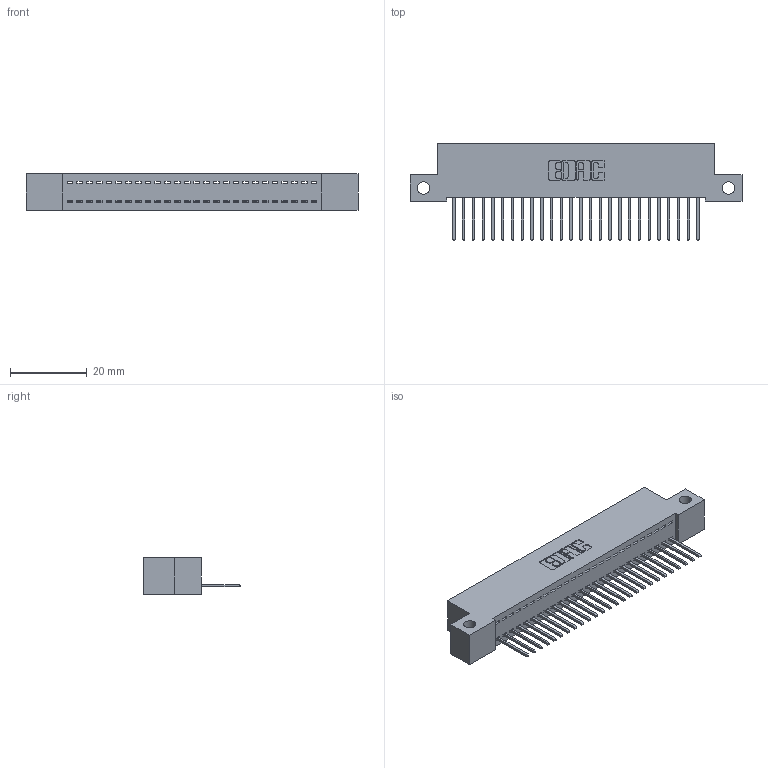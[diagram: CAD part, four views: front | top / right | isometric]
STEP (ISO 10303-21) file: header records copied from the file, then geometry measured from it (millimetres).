
FILE_DESCRIPTION (( 'STEP AP203' ), '1' );
FILE_NAME ('392-026-523-112.STEP', '2018-08-15T15:16:01', ( '' ), ( '' ), 'SwSTEP 2.0', 'SolidWorks 2016', '' );
FILE_SCHEMA (( 'CONFIG_CONTROL_DESIGN' ));
Length unit declared in the file: inch
Products named in the file (3): 342 Part_Side Mount; 345-292-001_345-293-123; 392-026-523-112
Assembly tree (27 placements, depth 2):
  392-026-523-112
    342 Part_Side Mount
    345-292-001_345-293-123  x26
Bounding box: 86.36 x 25.15 x 9.4 mm (x, y, z)
Volume: 7429.1 mm3; surface area: 10472.3 mm2
Topology: 27 solids, 27 shells, 1618 faces, 4875 edges, 3214 vertices
Faces by surface type: plane 1158, cylinder 460
Entity records: 17853 total; most frequent: CARTESIAN_POINT 3088, ORIENTED_EDGE 3050, DIRECTION 2637, EDGE_CURVE 1525, LINE 1397, VECTOR 1397, VERTEX_POINT 1014, AXIS2_PLACEMENT_3D 620
